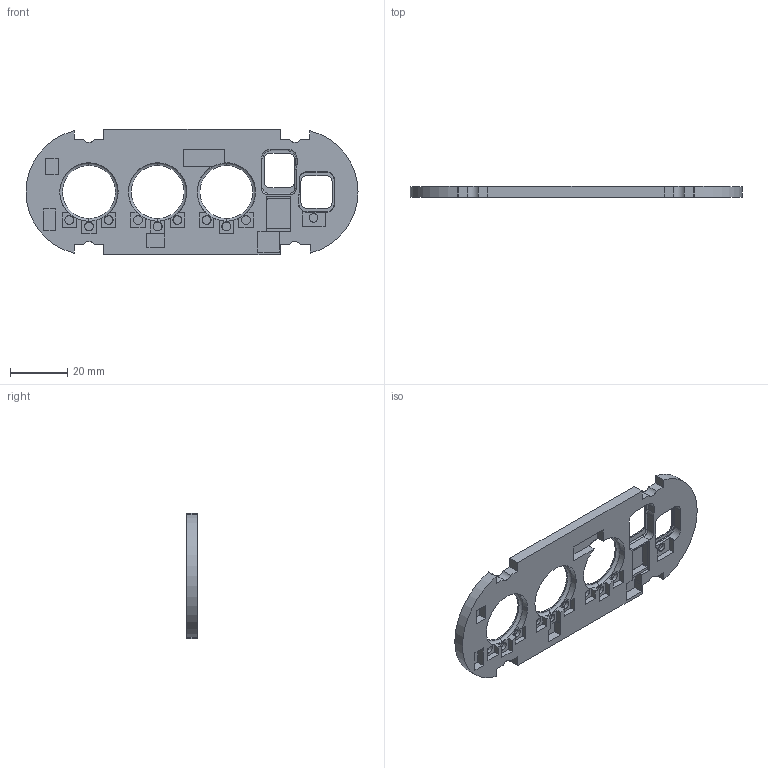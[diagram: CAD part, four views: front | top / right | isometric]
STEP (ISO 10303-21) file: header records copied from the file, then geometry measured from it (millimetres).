
FILE_DESCRIPTION (( 'STEP AP214' ), '1' );
FILE_NAME ('LED and Buttons outline.STEP', '2023-12-04T10:41:46', ( '' ), ( '' ), 'SwSTEP 2.0', 'SolidWorks 2022', '' );
FILE_SCHEMA (( 'AUTOMOTIVE_DESIGN' ));
Length unit declared in the file: millimetre
Products named in the file (1): LED and Buttons outline
Bounding box: 116 x 3.8 x 44 mm (x, y, z)
Volume: 10723.9 mm3; surface area: 10020.5 mm2
Topology: 1 solids, 2 shells, 304 faces, 785 edges, 515 vertices
Faces by surface type: plane 167, cylinder 85, cone 36, torus 16
Entity records: 9747 total; most frequent: DIRECTION 1667, CARTESIAN_POINT 1657, ORIENTED_EDGE 1570, EDGE_CURVE 785, AXIS2_PLACEMENT_3D 586, VERTEX_POINT 515, LINE 495, VECTOR 495
